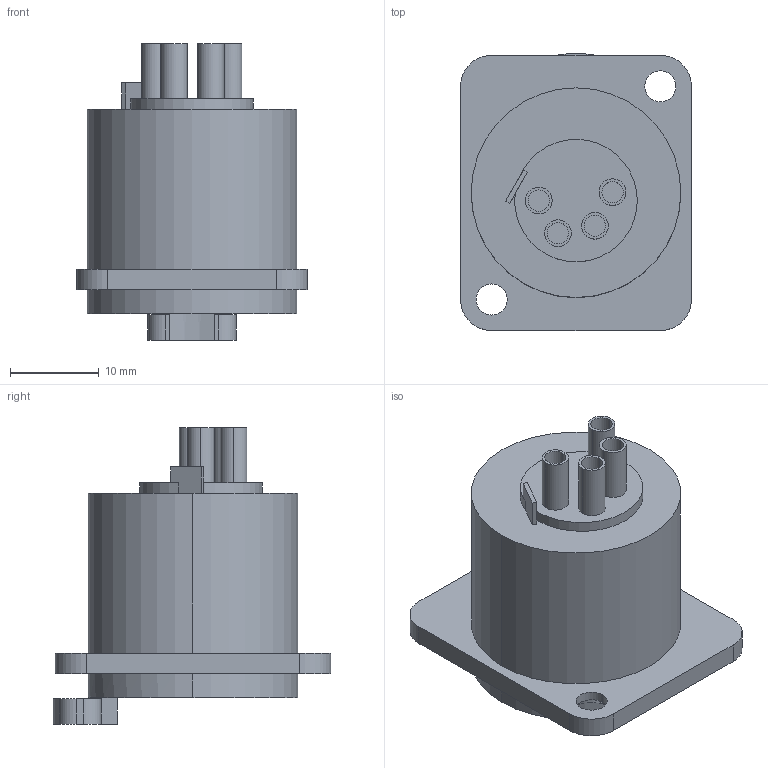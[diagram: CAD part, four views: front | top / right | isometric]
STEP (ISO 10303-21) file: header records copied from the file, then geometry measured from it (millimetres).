
FILE_DESCRIPTION((''),'2;1');
FILE_NAME('D-NC4FD-LX','2017-07-05T',('odo'),(''),'CREO PARAMETRIC BY PTC INC, 2016260','CREO PARAMETRIC BY PTC INC, 2016260','');
FILE_SCHEMA(('CONFIG_CONTROL_DESIGN'));
Length unit declared in the file: millimetre
Products named in the file (1): D-NC4FD-LX
Bounding box: 26 x 31.22 x 33.4 mm (x, y, z)
Volume: 10049.7 mm3; surface area: 5798.9 mm2
Topology: 1 solids, 1 shells, 86 faces, 200 edges, 132 vertices
Faces by surface type: cylinder 46, plane 36, cone 4
Entity records: 2538 total; most frequent: DIRECTION 472, CARTESIAN_POINT 418, ORIENTED_EDGE 400, EDGE_CURVE 200, AXIS2_PLACEMENT_3D 186, VERTEX_POINT 132, EDGE_LOOP 106, VECTOR 100
